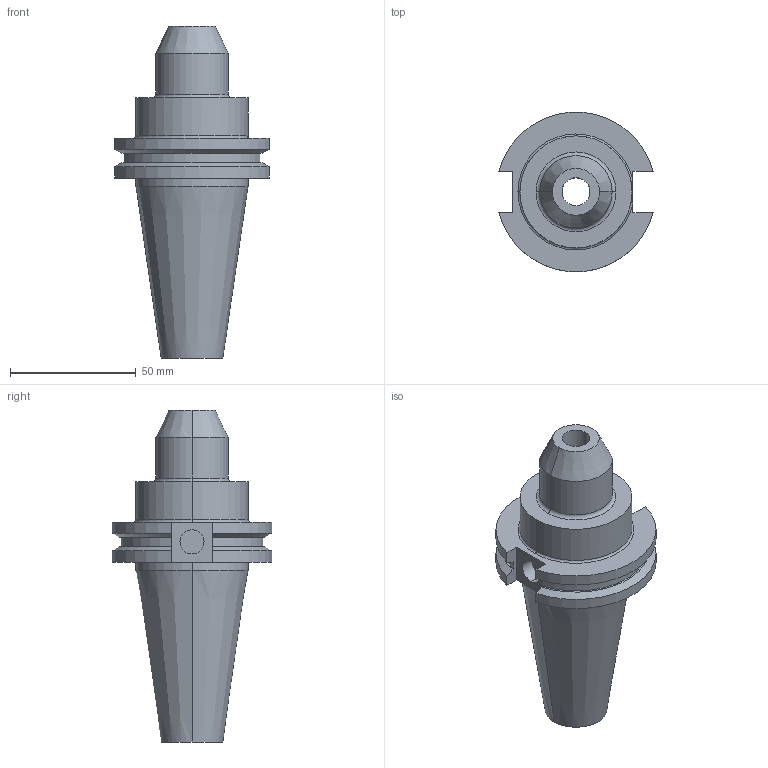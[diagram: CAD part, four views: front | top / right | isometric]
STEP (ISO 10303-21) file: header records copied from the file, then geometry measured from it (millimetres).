
FILE_DESCRIPTION (( 'STEP AP203' ), '1' );
FILE_NAME ('STP-22916-0.4375-2.5-AD+B.STEP', '2021-05-24T02:54:29', ( '' ), ( '' ), 'SwSTEP 2.0', 'SolidWorks 2017', '' );
FILE_SCHEMA (( 'CONFIG_CONTROL_DESIGN' ));
Length unit declared in the file: millimetre
Products named in the file (1): STP-22916-0.4375-2.5-AD+B
Bounding box: 61.35 x 63.26 x 131.75 mm (x, y, z)
Volume: 135060.7 mm3; surface area: 26662.5 mm2
Topology: 1 solids, 1 shells, 54 faces, 129 edges, 83 vertices
Faces by surface type: cylinder 22, plane 19, cone 8, torus 4, bspline 1
Entity records: 1714 total; most frequent: CARTESIAN_POINT 342, DIRECTION 288, ORIENTED_EDGE 258, EDGE_CURVE 129, AXIS2_PLACEMENT_3D 115, VERTEX_POINT 83, EDGE_LOOP 62, CIRCLE 61
